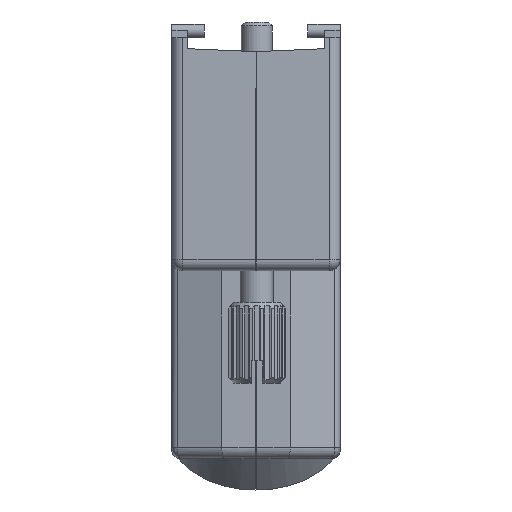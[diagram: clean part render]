
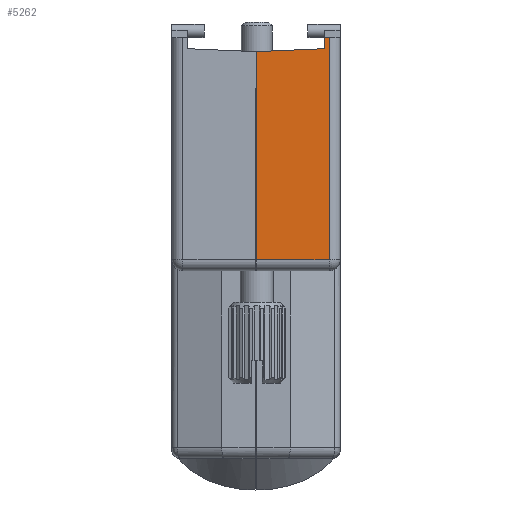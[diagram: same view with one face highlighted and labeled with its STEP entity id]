
A CAD part, left-side view. The second image highlights one B-rep face of the part: STEP entity #5262.
In plain terms, the highlighted planar face has unit normal (-1, 0, 0).
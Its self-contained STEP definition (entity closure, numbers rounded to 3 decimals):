
#692 = LINE ( 'NONE', #11742, #12887 ) ;
#2109 = CARTESIAN_POINT ( 'NONE',  ( -27., -1.15, -20. ) ) ;
#2191 = CARTESIAN_POINT ( 'NONE',  ( -27., -7.25, -1. ) ) ;
#2409 = DIRECTION ( 'NONE',  ( 0., 0.999, -0.044 ) ) ;
#2466 = CARTESIAN_POINT ( 'NONE',  ( -27., -1.15, -21. ) ) ;
#2570 = ORIENTED_EDGE ( 'NONE', *, *, #22220, .F. ) ;
#2575 = ORIENTED_EDGE ( 'NONE', *, *, #24156, .T. ) ;
#3219 = EDGE_CURVE ( 'NONE', #18136, #11394, #17397, .T. ) ;
#3240 = FACE_OUTER_BOUND ( 'NONE', #22763, .T. ) ;
#4198 = VECTOR ( 'NONE', #22284, 1000. ) ;
#4265 = DIRECTION ( 'NONE',  ( 0., 0., 1. ) ) ;
#4445 = VECTOR ( 'NONE', #7190, 1000. ) ;
#5262 = ADVANCED_FACE ( 'NONE', ( #3240 ), #10725, .T. ) ;
#6023 = LINE ( 'NONE', #23241, #23491 ) ;
#6208 = CARTESIAN_POINT ( 'NONE',  ( -27., -7.25, -1. ) ) ;
#7190 = DIRECTION ( 'NONE',  ( 0., -1., 0. ) ) ;
#9943 = DIRECTION ( 'NONE',  ( 0., 1., 0. ) ) ;
#9950 = DIRECTION ( 'NONE',  ( 0., 0., 1. ) ) ;
#10725 = PLANE ( 'NONE',  #19908 ) ;
#10784 = ORIENTED_EDGE ( 'NONE', *, *, #3219, .T. ) ;
#11394 = VERTEX_POINT ( 'NONE', #14628 ) ;
#11742 = CARTESIAN_POINT ( 'NONE',  ( -27., -7.25, 0. ) ) ;
#11768 = VERTEX_POINT ( 'NONE', #22362 ) ;
#12170 = ORIENTED_EDGE ( 'NONE', *, *, #19204, .F. ) ;
#12887 = VECTOR ( 'NONE', #4265, 1000. ) ;
#13370 = CARTESIAN_POINT ( 'NONE',  ( -27., -7.65, -20. ) ) ;
#14628 = CARTESIAN_POINT ( 'NONE',  ( -27., -1.15, -1.266 ) ) ;
#14674 = LINE ( 'NONE', #20098, #4445 ) ;
#14857 = VERTEX_POINT ( 'NONE', #2109 ) ;
#14912 = DIRECTION ( 'NONE',  ( -1., 0., 0. ) ) ;
#15712 = VERTEX_POINT ( 'NONE', #13370 ) ;
#16585 = ORIENTED_EDGE ( 'NONE', *, *, #20139, .T. ) ;
#16618 = LINE ( 'NONE', #24244, #4198 ) ;
#16718 = VECTOR ( 'NONE', #9950, 1000. ) ;
#16742 = DIRECTION ( 'NONE',  ( 0., 0., 1. ) ) ;
#16989 = ORIENTED_EDGE ( 'NONE', *, *, #17497, .T. ) ;
#17074 = VERTEX_POINT ( 'NONE', #18522 ) ;
#17397 = LINE ( 'NONE', #6208, #18679 ) ;
#17497 = EDGE_CURVE ( 'NONE', #14857, #15712, #14674, .T. ) ;
#18136 = VERTEX_POINT ( 'NONE', #2191 ) ;
#18522 = CARTESIAN_POINT ( 'NONE',  ( -27., -7.65, 0. ) ) ;
#18679 = VECTOR ( 'NONE', #2409, 1000. ) ;
#19204 = EDGE_CURVE ( 'NONE', #14857, #11394, #19542, .T. ) ;
#19542 = LINE ( 'NONE', #2466, #16718 ) ;
#19908 = AXIS2_PLACEMENT_3D ( 'NONE', #22167, #14912, #16742 ) ;
#20098 = CARTESIAN_POINT ( 'NONE',  ( -27., -8.65, -20. ) ) ;
#20139 = EDGE_CURVE ( 'NONE', #15712, #17074, #16618, .T. ) ;
#22167 = CARTESIAN_POINT ( 'NONE',  ( -27., -8.65, 0. ) ) ;
#22220 = EDGE_CURVE ( 'NONE', #18136, #11768, #692, .T. ) ;
#22284 = DIRECTION ( 'NONE',  ( 0., 0., 1. ) ) ;
#22362 = CARTESIAN_POINT ( 'NONE',  ( -27., -7.25, 0. ) ) ;
#22763 = EDGE_LOOP ( 'NONE', ( #12170, #16989, #16585, #2575, #2570, #10784 ) ) ;
#23241 = CARTESIAN_POINT ( 'NONE',  ( -27., -8.65, 0. ) ) ;
#23491 = VECTOR ( 'NONE', #9943, 1000. ) ;
#24156 = EDGE_CURVE ( 'NONE', #17074, #11768, #6023, .T. ) ;
#24244 = CARTESIAN_POINT ( 'NONE',  ( -27., -7.65, 0. ) ) ;
